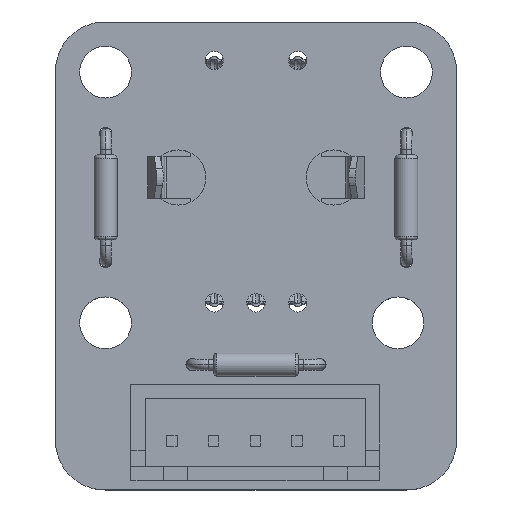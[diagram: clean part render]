
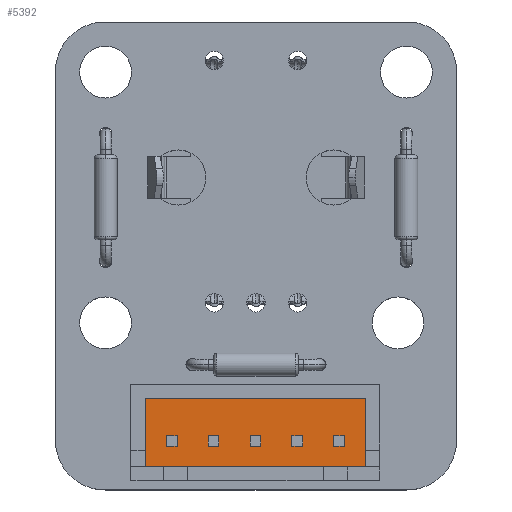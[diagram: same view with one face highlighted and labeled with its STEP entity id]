
A CAD part, top view. The second image highlights one B-rep face of the part: STEP entity #5392.
In plain terms, the highlighted face is planar.
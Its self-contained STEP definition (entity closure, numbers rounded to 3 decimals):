
#5029 = VERTEX_POINT('',#5030);
#5030 = CARTESIAN_POINT('',(6.6,2.3,2.05));
#5036 = EDGE_CURVE('',#5037,#5029,#5039,.T.);
#5037 = VERTEX_POINT('',#5038);
#5038 = CARTESIAN_POINT('',(-6.6,2.3,2.05));
#5039 = LINE('',#5040,#5041);
#5040 = CARTESIAN_POINT('',(-6.6,2.3,2.05));
#5041 = VECTOR('',#5042,1.);
#5042 = DIRECTION('',(1.,0.,0.));
#5346 = VERTEX_POINT('',#5347);
#5347 = CARTESIAN_POINT('',(6.6,2.3,-2.05));
#5353 = EDGE_CURVE('',#5029,#5346,#5354,.T.);
#5354 = LINE('',#5355,#5356);
#5355 = CARTESIAN_POINT('',(6.6,2.3,2.05));
#5356 = VECTOR('',#5357,1.);
#5357 = DIRECTION('',(0.,0.,-1.));
#5372 = EDGE_CURVE('',#5373,#5037,#5375,.T.);
#5373 = VERTEX_POINT('',#5374);
#5374 = CARTESIAN_POINT('',(-6.6,2.3,-2.05));
#5375 = LINE('',#5376,#5377);
#5376 = CARTESIAN_POINT('',(-6.6,2.3,2.05));
#5377 = VECTOR('',#5378,1.);
#5378 = DIRECTION('',(0.,0.,1.));
#5392 = ADVANCED_FACE('',(#5393,#5427,#5461,#5472,#5506,#5540),#5574,.F.
  );
#5393 = FACE_BOUND('',#5394,.T.);
#5394 = EDGE_LOOP('',(#5395,#5405,#5413,#5421));
#5395 = ORIENTED_EDGE('',*,*,#5396,.F.);
#5396 = EDGE_CURVE('',#5397,#5399,#5401,.T.);
#5397 = VERTEX_POINT('',#5398);
#5398 = CARTESIAN_POINT('',(-2.18,2.3,0.18));
#5399 = VERTEX_POINT('',#5400);
#5400 = CARTESIAN_POINT('',(-2.82,2.3,0.18));
#5401 = LINE('',#5402,#5403);
#5402 = CARTESIAN_POINT('',(-6.6,2.3,0.18));
#5403 = VECTOR('',#5404,1.);
#5404 = DIRECTION('',(-1.,0.,0.));
#5405 = ORIENTED_EDGE('',*,*,#5406,.F.);
#5406 = EDGE_CURVE('',#5407,#5397,#5409,.T.);
#5407 = VERTEX_POINT('',#5408);
#5408 = CARTESIAN_POINT('',(-2.18,2.3,0.82));
#5409 = LINE('',#5410,#5411);
#5410 = CARTESIAN_POINT('',(-2.18,2.3,-2.05));
#5411 = VECTOR('',#5412,1.);
#5412 = DIRECTION('',(0.,0.,-1.));
#5413 = ORIENTED_EDGE('',*,*,#5414,.F.);
#5414 = EDGE_CURVE('',#5415,#5407,#5417,.T.);
#5415 = VERTEX_POINT('',#5416);
#5416 = CARTESIAN_POINT('',(-2.82,2.3,0.82));
#5417 = LINE('',#5418,#5419);
#5418 = CARTESIAN_POINT('',(-6.6,2.3,0.82));
#5419 = VECTOR('',#5420,1.);
#5420 = DIRECTION('',(1.,0.,0.));
#5421 = ORIENTED_EDGE('',*,*,#5422,.F.);
#5422 = EDGE_CURVE('',#5399,#5415,#5423,.T.);
#5423 = LINE('',#5424,#5425);
#5424 = CARTESIAN_POINT('',(-2.82,2.3,-2.05));
#5425 = VECTOR('',#5426,1.);
#5426 = DIRECTION('',(0.,0.,1.));
#5427 = FACE_BOUND('',#5428,.T.);
#5428 = EDGE_LOOP('',(#5429,#5439,#5447,#5455));
#5429 = ORIENTED_EDGE('',*,*,#5430,.F.);
#5430 = EDGE_CURVE('',#5431,#5433,#5435,.T.);
#5431 = VERTEX_POINT('',#5432);
#5432 = CARTESIAN_POINT('',(2.82,2.3,0.18));
#5433 = VERTEX_POINT('',#5434);
#5434 = CARTESIAN_POINT('',(2.18,2.3,0.18));
#5435 = LINE('',#5436,#5437);
#5436 = CARTESIAN_POINT('',(-6.6,2.3,0.18));
#5437 = VECTOR('',#5438,1.);
#5438 = DIRECTION('',(-1.,0.,0.));
#5439 = ORIENTED_EDGE('',*,*,#5440,.F.);
#5440 = EDGE_CURVE('',#5441,#5431,#5443,.T.);
#5441 = VERTEX_POINT('',#5442);
#5442 = CARTESIAN_POINT('',(2.82,2.3,0.82));
#5443 = LINE('',#5444,#5445);
#5444 = CARTESIAN_POINT('',(2.82,2.3,-2.05));
#5445 = VECTOR('',#5446,1.);
#5446 = DIRECTION('',(0.,0.,-1.));
#5447 = ORIENTED_EDGE('',*,*,#5448,.F.);
#5448 = EDGE_CURVE('',#5449,#5441,#5451,.T.);
#5449 = VERTEX_POINT('',#5450);
#5450 = CARTESIAN_POINT('',(2.18,2.3,0.82));
#5451 = LINE('',#5452,#5453);
#5452 = CARTESIAN_POINT('',(-6.6,2.3,0.82));
#5453 = VECTOR('',#5454,1.);
#5454 = DIRECTION('',(1.,0.,0.));
#5455 = ORIENTED_EDGE('',*,*,#5456,.F.);
#5456 = EDGE_CURVE('',#5433,#5449,#5457,.T.);
#5457 = LINE('',#5458,#5459);
#5458 = CARTESIAN_POINT('',(2.18,2.3,-2.05));
#5459 = VECTOR('',#5460,1.);
#5460 = DIRECTION('',(0.,0.,1.));
#5461 = FACE_BOUND('',#5462,.T.);
#5462 = EDGE_LOOP('',(#5463,#5464,#5465,#5466));
#5463 = ORIENTED_EDGE('',*,*,#5372,.T.);
#5464 = ORIENTED_EDGE('',*,*,#5036,.T.);
#5465 = ORIENTED_EDGE('',*,*,#5353,.T.);
#5466 = ORIENTED_EDGE('',*,*,#5467,.T.);
#5467 = EDGE_CURVE('',#5346,#5373,#5468,.T.);
#5468 = LINE('',#5469,#5470);
#5469 = CARTESIAN_POINT('',(-6.6,2.3,-2.05));
#5470 = VECTOR('',#5471,1.);
#5471 = DIRECTION('',(-1.,0.,0.));
#5472 = FACE_BOUND('',#5473,.T.);
#5473 = EDGE_LOOP('',(#5474,#5484,#5492,#5500));
#5474 = ORIENTED_EDGE('',*,*,#5475,.F.);
#5475 = EDGE_CURVE('',#5476,#5478,#5480,.T.);
#5476 = VERTEX_POINT('',#5477);
#5477 = CARTESIAN_POINT('',(5.32,2.3,0.18));
#5478 = VERTEX_POINT('',#5479);
#5479 = CARTESIAN_POINT('',(4.68,2.3,0.18));
#5480 = LINE('',#5481,#5482);
#5481 = CARTESIAN_POINT('',(-6.6,2.3,0.18));
#5482 = VECTOR('',#5483,1.);
#5483 = DIRECTION('',(-1.,0.,0.));
#5484 = ORIENTED_EDGE('',*,*,#5485,.F.);
#5485 = EDGE_CURVE('',#5486,#5476,#5488,.T.);
#5486 = VERTEX_POINT('',#5487);
#5487 = CARTESIAN_POINT('',(5.32,2.3,0.82));
#5488 = LINE('',#5489,#5490);
#5489 = CARTESIAN_POINT('',(5.32,2.3,-2.05));
#5490 = VECTOR('',#5491,1.);
#5491 = DIRECTION('',(0.,0.,-1.));
#5492 = ORIENTED_EDGE('',*,*,#5493,.F.);
#5493 = EDGE_CURVE('',#5494,#5486,#5496,.T.);
#5494 = VERTEX_POINT('',#5495);
#5495 = CARTESIAN_POINT('',(4.68,2.3,0.82));
#5496 = LINE('',#5497,#5498);
#5497 = CARTESIAN_POINT('',(-6.6,2.3,0.82));
#5498 = VECTOR('',#5499,1.);
#5499 = DIRECTION('',(1.,0.,0.));
#5500 = ORIENTED_EDGE('',*,*,#5501,.F.);
#5501 = EDGE_CURVE('',#5478,#5494,#5502,.T.);
#5502 = LINE('',#5503,#5504);
#5503 = CARTESIAN_POINT('',(4.68,2.3,-2.05));
#5504 = VECTOR('',#5505,1.);
#5505 = DIRECTION('',(0.,0.,1.));
#5506 = FACE_BOUND('',#5507,.T.);
#5507 = EDGE_LOOP('',(#5508,#5518,#5526,#5534));
#5508 = ORIENTED_EDGE('',*,*,#5509,.F.);
#5509 = EDGE_CURVE('',#5510,#5512,#5514,.T.);
#5510 = VERTEX_POINT('',#5511);
#5511 = CARTESIAN_POINT('',(0.32,2.3,0.18));
#5512 = VERTEX_POINT('',#5513);
#5513 = CARTESIAN_POINT('',(-0.32,2.3,0.18));
#5514 = LINE('',#5515,#5516);
#5515 = CARTESIAN_POINT('',(-6.6,2.3,0.18));
#5516 = VECTOR('',#5517,1.);
#5517 = DIRECTION('',(-1.,0.,0.));
#5518 = ORIENTED_EDGE('',*,*,#5519,.F.);
#5519 = EDGE_CURVE('',#5520,#5510,#5522,.T.);
#5520 = VERTEX_POINT('',#5521);
#5521 = CARTESIAN_POINT('',(0.32,2.3,0.82));
#5522 = LINE('',#5523,#5524);
#5523 = CARTESIAN_POINT('',(0.32,2.3,-2.05));
#5524 = VECTOR('',#5525,1.);
#5525 = DIRECTION('',(0.,0.,-1.));
#5526 = ORIENTED_EDGE('',*,*,#5527,.F.);
#5527 = EDGE_CURVE('',#5528,#5520,#5530,.T.);
#5528 = VERTEX_POINT('',#5529);
#5529 = CARTESIAN_POINT('',(-0.32,2.3,0.82));
#5530 = LINE('',#5531,#5532);
#5531 = CARTESIAN_POINT('',(-6.6,2.3,0.82));
#5532 = VECTOR('',#5533,1.);
#5533 = DIRECTION('',(1.,0.,0.));
#5534 = ORIENTED_EDGE('',*,*,#5535,.F.);
#5535 = EDGE_CURVE('',#5512,#5528,#5536,.T.);
#5536 = LINE('',#5537,#5538);
#5537 = CARTESIAN_POINT('',(-0.32,2.3,-2.05));
#5538 = VECTOR('',#5539,1.);
#5539 = DIRECTION('',(0.,0.,1.));
#5540 = FACE_BOUND('',#5541,.T.);
#5541 = EDGE_LOOP('',(#5542,#5552,#5560,#5568));
#5542 = ORIENTED_EDGE('',*,*,#5543,.F.);
#5543 = EDGE_CURVE('',#5544,#5546,#5548,.T.);
#5544 = VERTEX_POINT('',#5545);
#5545 = CARTESIAN_POINT('',(-4.68,2.3,0.18));
#5546 = VERTEX_POINT('',#5547);
#5547 = CARTESIAN_POINT('',(-5.32,2.3,0.18));
#5548 = LINE('',#5549,#5550);
#5549 = CARTESIAN_POINT('',(-6.6,2.3,0.18));
#5550 = VECTOR('',#5551,1.);
#5551 = DIRECTION('',(-1.,0.,0.));
#5552 = ORIENTED_EDGE('',*,*,#5553,.F.);
#5553 = EDGE_CURVE('',#5554,#5544,#5556,.T.);
#5554 = VERTEX_POINT('',#5555);
#5555 = CARTESIAN_POINT('',(-4.68,2.3,0.82));
#5556 = LINE('',#5557,#5558);
#5557 = CARTESIAN_POINT('',(-4.68,2.3,-2.05));
#5558 = VECTOR('',#5559,1.);
#5559 = DIRECTION('',(0.,0.,-1.));
#5560 = ORIENTED_EDGE('',*,*,#5561,.F.);
#5561 = EDGE_CURVE('',#5562,#5554,#5564,.T.);
#5562 = VERTEX_POINT('',#5563);
#5563 = CARTESIAN_POINT('',(-5.32,2.3,0.82));
#5564 = LINE('',#5565,#5566);
#5565 = CARTESIAN_POINT('',(-6.6,2.3,0.82));
#5566 = VECTOR('',#5567,1.);
#5567 = DIRECTION('',(1.,0.,0.));
#5568 = ORIENTED_EDGE('',*,*,#5569,.F.);
#5569 = EDGE_CURVE('',#5546,#5562,#5570,.T.);
#5570 = LINE('',#5571,#5572);
#5571 = CARTESIAN_POINT('',(-5.32,2.3,-2.05));
#5572 = VECTOR('',#5573,1.);
#5573 = DIRECTION('',(0.,0.,1.));
#5574 = PLANE('',#5575);
#5575 = AXIS2_PLACEMENT_3D('',#5576,#5577,#5578);
#5576 = CARTESIAN_POINT('',(-6.6,2.3,-2.05));
#5577 = DIRECTION('',(0.,-1.,0.));
#5578 = DIRECTION('',(0.,0.,-1.));
